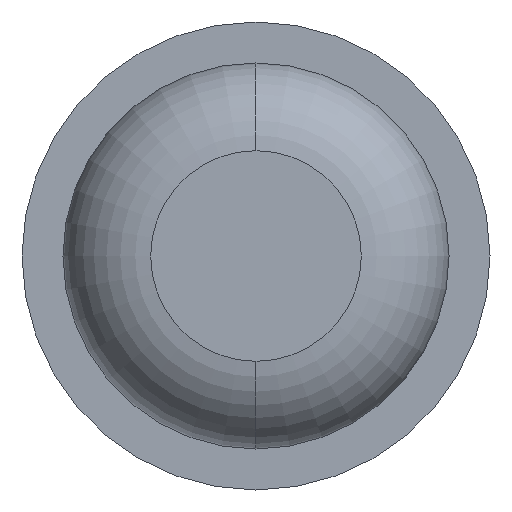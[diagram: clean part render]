
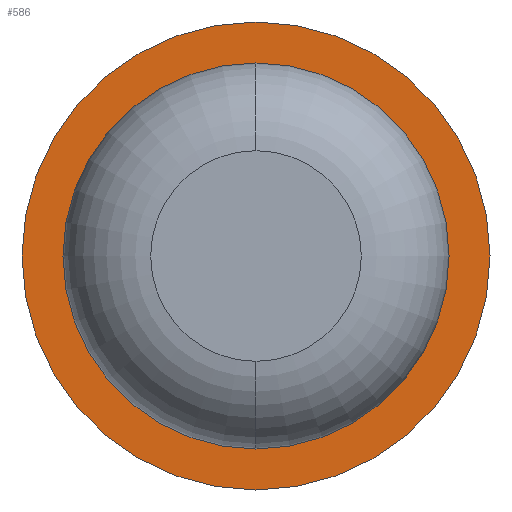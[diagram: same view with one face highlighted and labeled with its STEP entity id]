
A CAD part, front view. The second image highlights one B-rep face of the part: STEP entity #586.
In plain terms, the highlighted planar face has unit normal (0, -1, 0).
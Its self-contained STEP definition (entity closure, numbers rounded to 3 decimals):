
#13 = DIRECTION ( 'NONE',  ( -1., 0., 0. ) ) ;
#70 = DIRECTION ( 'NONE',  ( 0., 1., 0. ) ) ;
#116 = CIRCLE ( 'NONE', #647, 1. ) ;
#168 = CARTESIAN_POINT ( 'NONE',  ( 0., -2., 0. ) ) ;
#268 = VERTEX_POINT ( 'NONE', #475 ) ;
#291 = ORIENTED_EDGE ( 'NONE', *, *, #2211, .F. ) ;
#414 = CARTESIAN_POINT ( 'NONE',  ( 0.825, -2., 0. ) ) ;
#427 = VERTEX_POINT ( 'NONE', #2054 ) ;
#475 = CARTESIAN_POINT ( 'NONE',  ( 0., -2., -0.825 ) ) ;
#586 = ADVANCED_FACE ( 'Defeature ausgef�hrt1_1', ( #925, #2967 ), #2209, .F. ) ;
#647 = AXIS2_PLACEMENT_3D ( 'NONE', #1477, #3002, #13 ) ;
#835 = DIRECTION ( 'NONE',  ( 0., 1., 0. ) ) ;
#925 = FACE_OUTER_BOUND ( 'NONE', #1368, .T. ) ;
#932 = DIRECTION ( 'NONE',  ( -1., 0., 0. ) ) ;
#956 = DIRECTION ( 'NONE',  ( 0., 1., 0. ) ) ;
#1033 = AXIS2_PLACEMENT_3D ( 'NONE', #2370, #70, #1117 ) ;
#1083 = CARTESIAN_POINT ( 'NONE',  ( 0., -2., 0. ) ) ;
#1091 = CIRCLE ( 'NONE', #1033, 0.825 ) ;
#1117 = DIRECTION ( 'NONE',  ( -1., 0., 0. ) ) ;
#1143 = ORIENTED_EDGE ( 'NONE', *, *, #2432, .F. ) ;
#1368 = EDGE_LOOP ( 'NONE', ( #291, #1143 ) ) ;
#1453 = CARTESIAN_POINT ( 'NONE',  ( 0., -2., 0.825 ) ) ;
#1477 = CARTESIAN_POINT ( 'NONE',  ( 0., -2., 0. ) ) ;
#1514 = ORIENTED_EDGE ( 'NONE', *, *, #2421, .T. ) ;
#1630 = ORIENTED_EDGE ( 'NONE', *, *, #2197, .T. ) ;
#1729 = AXIS2_PLACEMENT_3D ( 'NONE', #414, #956, #1907 ) ;
#1853 = AXIS2_PLACEMENT_3D ( 'NONE', #168, #2927, #932 ) ;
#1907 = DIRECTION ( 'NONE',  ( -1., 0., 0. ) ) ;
#1920 = AXIS2_PLACEMENT_3D ( 'NONE', #1083, #835, #2599 ) ;
#1977 = VERTEX_POINT ( 'NONE', #1453 ) ;
#2054 = CARTESIAN_POINT ( 'NONE',  ( -1., -2., 0. ) ) ;
#2063 = CARTESIAN_POINT ( 'NONE',  ( 1., -2., 0. ) ) ;
#2147 = EDGE_LOOP ( 'NONE', ( #1514, #1630 ) ) ;
#2197 = EDGE_CURVE ( 'Defeature ausgef�hrt1_1+Defeature ausgef�hrt1_4+Defeature ausgef�hrt1_4+Defeature ausgef�hrt1_4', #268, #1977, #1091, .T. ) ;
#2209 = PLANE ( 'NONE',  #1729 ) ;
#2211 = EDGE_CURVE ( 'Defeature ausgef�hrt1_2+Defeature ausgef�hrt1_1+Defeature ausgef�hrt1_1+Defeature ausgef�hrt1_1', #427, #2739, #2486, .T. ) ;
#2370 = CARTESIAN_POINT ( 'NONE',  ( 0., -2., 0. ) ) ;
#2421 = EDGE_CURVE ( 'Defeature ausgef�hrt1_1+Defeature ausgef�hrt1_4+Defeature ausgef�hrt1_4+Defeature ausgef�hrt1_4', #1977, #268, #3052, .T. ) ;
#2432 = EDGE_CURVE ( 'Defeature ausgef�hrt1_2+Defeature ausgef�hrt1_1+Defeature ausgef�hrt1_1+Defeature ausgef�hrt1_1', #2739, #427, #116, .T. ) ;
#2486 = CIRCLE ( 'NONE', #1920, 1. ) ;
#2599 = DIRECTION ( 'NONE',  ( -1., 0., 0. ) ) ;
#2739 = VERTEX_POINT ( 'NONE', #2063 ) ;
#2927 = DIRECTION ( 'NONE',  ( 0., 1., 0. ) ) ;
#2967 = FACE_BOUND ( 'NONE', #2147, .T. ) ;
#3002 = DIRECTION ( 'NONE',  ( 0., 1., 0. ) ) ;
#3052 = CIRCLE ( 'NONE', #1853, 0.825 ) ;
